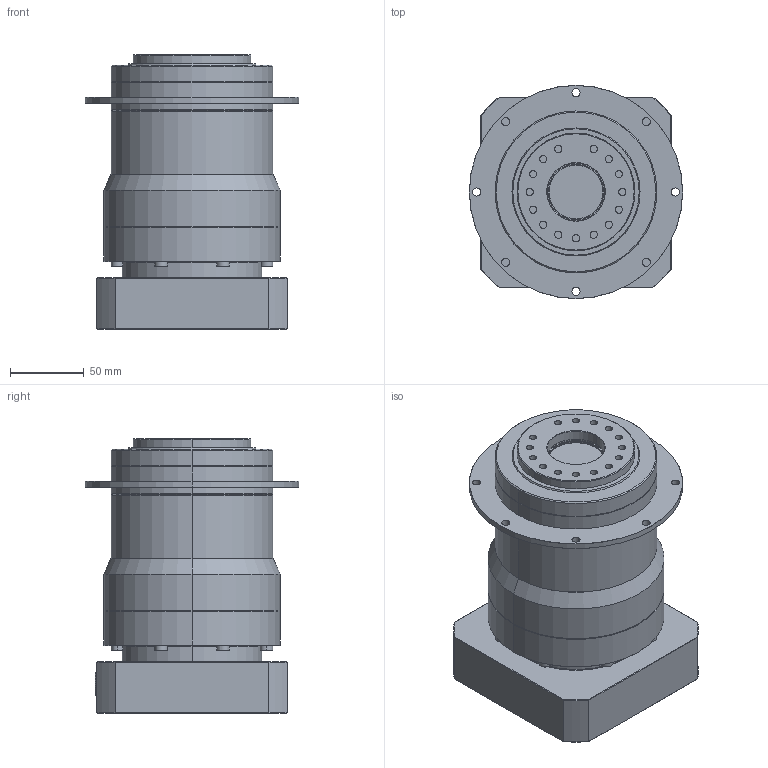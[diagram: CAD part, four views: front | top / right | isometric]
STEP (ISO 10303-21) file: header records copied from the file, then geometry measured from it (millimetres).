
FILE_DESCRIPTION (( 'STEP AP214' ), '1' );
FILE_NAME ('PGD110-25A5.STEP', '2016-02-25T13:35:56', ( '' ), ( '' ), 'SwSTEP 2.0', 'SolidWorks 2015', '' );
FILE_SCHEMA (( 'AUTOMOTIVE_DESIGN' ));
Length unit declared in the file: millimetre
Products named in the file (1): PGD110-25A5
Bounding box: 145 x 145 x 186.5 mm (x, y, z)
Volume: 1809768 mm3; surface area: 169611 mm2
Topology: 11 solids, 18 shells, 578 faces, 1327 edges, 856 vertices
Faces by surface type: plane 302, cylinder 193, cone 49, torus 34
Entity records: 16809 total; most frequent: CARTESIAN_POINT 3089, DIRECTION 2943, ORIENTED_EDGE 2654, EDGE_CURVE 1327, AXIS2_PLACEMENT_3D 1074, VERTEX_POINT 856, VECTOR 795, LINE 795
